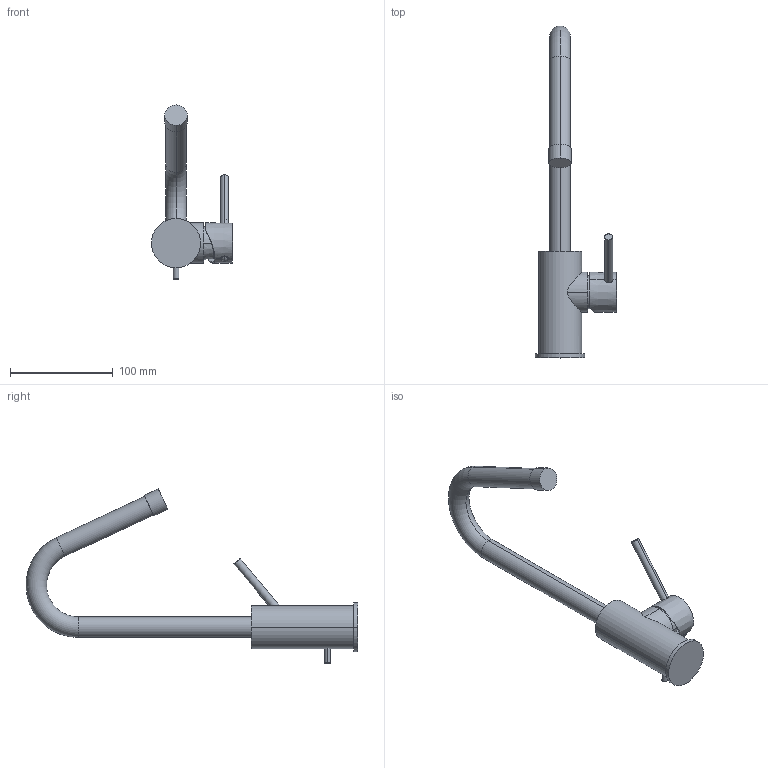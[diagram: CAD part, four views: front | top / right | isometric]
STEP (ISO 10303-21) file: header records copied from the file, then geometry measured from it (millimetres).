
FILE_DESCRIPTION((''),'2;1');
FILE_NAME('LIG977CR','2021-01-21T15:57:29',('ut3'),('PAFFONI SpA'),'CREO PARAMETRIC BY PTC INC, 2020044','CREO PARAMETRIC BY PTC INC, 2020044','');
FILE_SCHEMA(('CONFIG_CONTROL_DESIGN','SHAPE_APPEARANCE_LAYERS_GROUPS'));
Length unit declared in the file: millimetre
Products named in the file (1): LIG977CR
Bounding box: 79.15 x 323.44 x 169.72 mm (x, y, z)
Surface area: 59035.3 mm2 (no closed solid volume)
Topology: 0 solids, 19 shells, 113 faces, 299 edges, 200 vertices
Faces by surface type: cylinder 48, plane 44, cone 15, torus 4, sphere 2
Entity records: 4710 total; most frequent: CARTESIAN_POINT 1194, DIRECTION 555, ORIENTED_EDGE 530, EDGE_CURVE 295, AXIS2_PLACEMENT_3D 209, VERTEX_POINT 200, VECTOR 137, LINE 137
